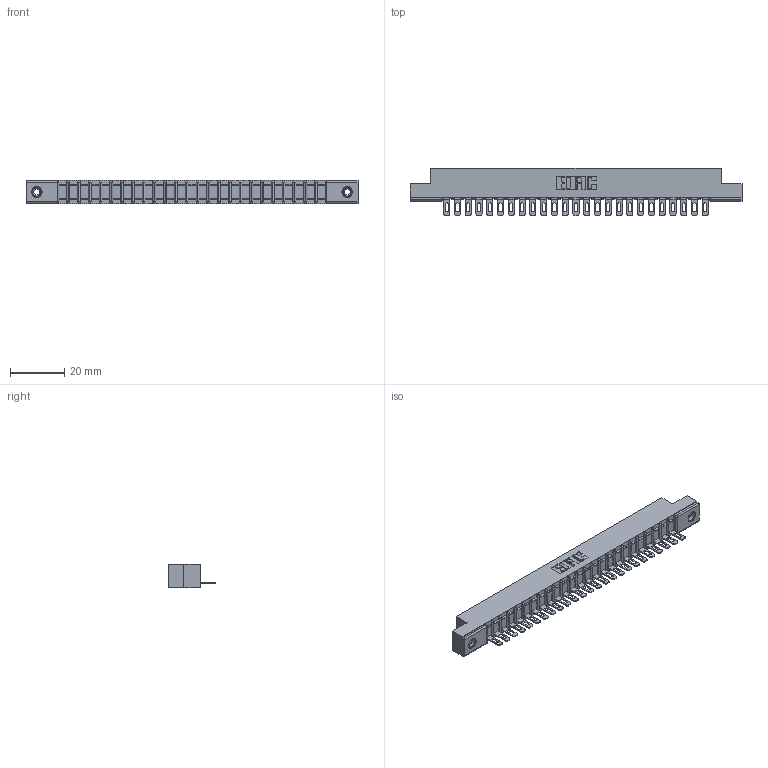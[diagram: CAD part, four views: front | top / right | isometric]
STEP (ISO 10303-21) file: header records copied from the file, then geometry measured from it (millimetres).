
FILE_DESCRIPTION (( 'STEP AP203' ), '1' );
FILE_NAME ('307-025-501-108.STEP', '2019-09-05T01:21:46', ( '' ), ( '' ), 'SwSTEP 2.0', 'SolidWorks 2016', '' );
FILE_SCHEMA (( 'CONFIG_CONTROL_DESIGN' ));
Length unit declared in the file: inch
Products named in the file (4): 307 Part_.156 Dia Mounting Holes; 307-290-002_501; 345-250-001_345-250-003-102; 307-025-501-108
Assembly tree (28 placements, depth 2):
  307-025-501-108
    307 Part_.156 Dia Mounting Holes
    307-290-002_501  x25
    345-250-001_345-250-003-102  x2
Bounding box: 122.07 x 17.42 x 8.71 mm (x, y, z)
Volume: 8075.8 mm3; surface area: 15042.4 mm2
Topology: 28 solids, 28 shells, 2104 faces, 6409 edges, 4194 vertices
Faces by surface type: plane 1202, cylinder 834, sphere 52, cone 12, torus 4
Entity records: 25507 total; most frequent: CARTESIAN_POINT 4279, ORIENTED_EDGE 4262, DIRECTION 4179, EDGE_CURVE 2131, LINE 1619, VECTOR 1619, VERTEX_POINT 1380, AXIS2_PLACEMENT_3D 1280
